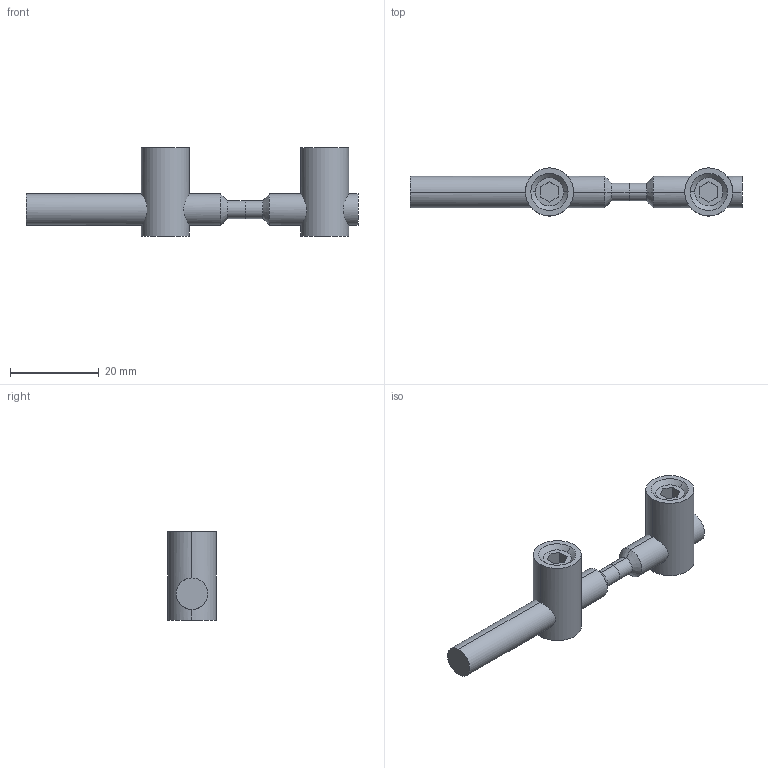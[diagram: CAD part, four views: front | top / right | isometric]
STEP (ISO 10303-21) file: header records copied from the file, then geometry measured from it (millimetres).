
FILE_DESCRIPTION (( 'STEP AP214' ), '1' );
FILE_NAME ('6128120', '2019-02-04T09:22:50', ( '' ), ('JUGARD+KÜNSTNER GmbH'), 'SwSTEP 2.0', 'SolidWorks 2017', '' );
FILE_SCHEMA (( 'AUTOMOTIVE_DESIGN' ));
Length unit declared in the file: millimetre
Products named in the file (3): Kopie von SV-8 Stirn_Stirn^6128120; 6128120_CNAJF00; Kopie von 6128120-lang^6128120
Assembly tree (2 placements, depth 2):
  6128120_CNAJF00
    Kopie von SV-8 Stirn_Stirn^6128120
    Kopie von 6128120-lang^6128120
Bounding box: 75 x 10.85 x 20 mm (x, y, z)
Volume: 5360.4 mm3; surface area: 3099.6 mm2
Topology: 2 solids, 3 shells, 53 faces, 122 edges, 74 vertices
Faces by surface type: plane 23, cylinder 18, cone 10, bspline 2
Entity records: 1847 total; most frequent: CARTESIAN_POINT 536, DIRECTION 264, ORIENTED_EDGE 236, EDGE_CURVE 118, AXIS2_PLACEMENT_3D 98, VERTEX_POINT 74, LINE 68, VECTOR 68
